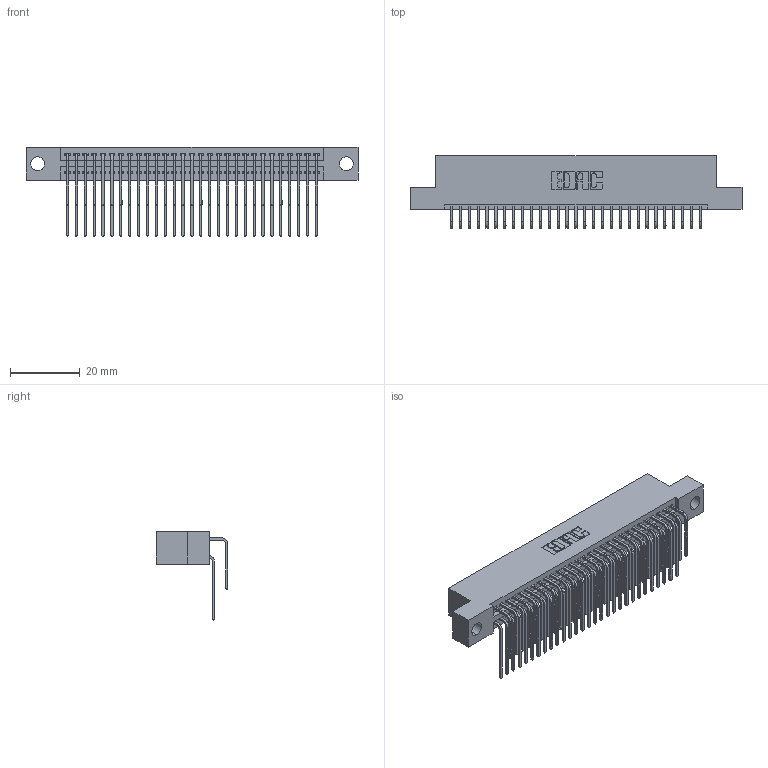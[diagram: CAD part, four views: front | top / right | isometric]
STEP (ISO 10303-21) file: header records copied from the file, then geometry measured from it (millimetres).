
FILE_DESCRIPTION (( 'STEP AP203' ), '1' );
FILE_NAME ('395-058-559-204.STEP', '2018-11-23T05:46:20', ( '' ), ( '' ), 'SwSTEP 2.0', 'SolidWorks 2016', '' );
FILE_SCHEMA (( 'CONFIG_CONTROL_DESIGN' ));
Length unit declared in the file: inch
Products named in the file (4): 345 Part_Flush Mounting Lugs - 0.156 Dia-TH; 395-058-559-204; 345-292-001_558 559 Tail - 1; 345-292-001_559 Tail - 2
Assembly tree (59 placements, depth 2):
  395-058-559-204
    345 Part_Flush Mounting Lugs - 0.156 Dia-TH
    345-292-001_558 559 Tail - 1  x29
    345-292-001_559 Tail - 2  x29
Bounding box: 94.87 x 20.56 x 25.53 mm (x, y, z)
Volume: 9341.7 mm3; surface area: 14945.4 mm2
Topology: 59 solids, 59 shells, 3142 faces, 9331 edges, 6142 vertices
Faces by surface type: plane 2110, cylinder 1032
Entity records: 26159 total; most frequent: CARTESIAN_POINT 4443, ORIENTED_EDGE 4326, DIRECTION 3907, EDGE_CURVE 2163, VECTOR 1875, LINE 1875, VERTEX_POINT 1438, AXIS2_PLACEMENT_3D 1016
